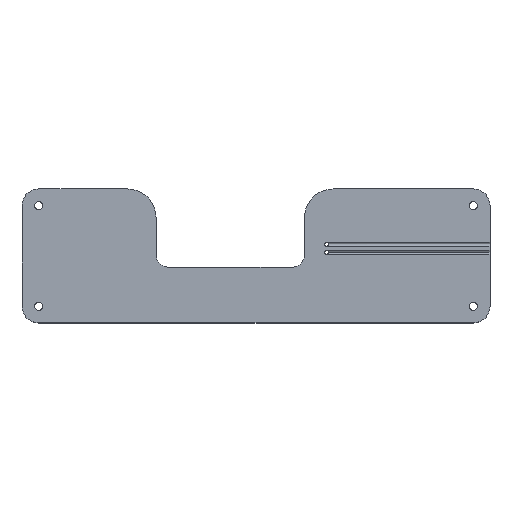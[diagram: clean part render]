
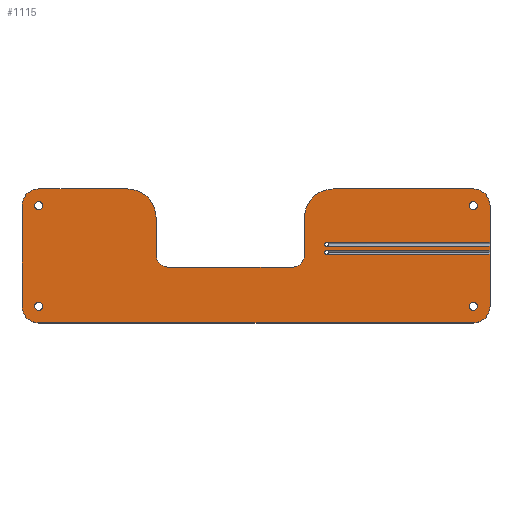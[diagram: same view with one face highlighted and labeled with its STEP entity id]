
A CAD part, top view. The second image highlights one B-rep face of the part: STEP entity #1115.
In plain terms, the highlighted planar face has unit normal (0, 0, 1).
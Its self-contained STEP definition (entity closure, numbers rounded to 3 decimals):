
#15=FACE_BOUND('',#124,.T.);
#16=FACE_BOUND('',#125,.T.);
#17=FACE_BOUND('',#126,.T.);
#18=FACE_BOUND('',#127,.T.);
#31=PLANE('',#1191);
#65=FACE_OUTER_BOUND('',#123,.T.);
#123=EDGE_LOOP('',(#777,#778,#779,#780,#781,#782,#783,#784,#785,#786,#787,
#788,#789,#790,#791,#792,#793,#794,#795,#796,#797,#798,#799,#800));
#124=EDGE_LOOP('',(#801));
#125=EDGE_LOOP('',(#802));
#126=EDGE_LOOP('',(#803));
#127=EDGE_LOOP('',(#804));
#198=LINE('',#1702,#308);
#201=LINE('',#1708,#311);
#204=LINE('',#1714,#314);
#207=LINE('',#1720,#317);
#209=LINE('',#1724,#319);
#210=LINE('',#1728,#320);
#211=LINE('',#1732,#321);
#212=LINE('',#1736,#322);
#213=LINE('',#1740,#323);
#214=LINE('',#1744,#324);
#215=LINE('',#1748,#325);
#216=LINE('',#1752,#326);
#217=LINE('',#1755,#327);
#218=LINE('',#1757,#328);
#308=VECTOR('',#1316,10.);
#311=VECTOR('',#1321,10.);
#314=VECTOR('',#1326,10.);
#317=VECTOR('',#1331,10.);
#319=VECTOR('',#1335,10.);
#320=VECTOR('',#1338,10.);
#321=VECTOR('',#1341,10.);
#322=VECTOR('',#1344,10.);
#323=VECTOR('',#1347,10.);
#324=VECTOR('',#1350,10.);
#325=VECTOR('',#1353,10.);
#326=VECTOR('',#1356,10.);
#327=VECTOR('',#1359,10.);
#328=VECTOR('',#1362,10.);
#415=CIRCLE('',#1192,7.2);
#416=CIRCLE('',#1193,12.2);
#417=CIRCLE('',#1194,5.3);
#418=CIRCLE('',#1195,5.3);
#419=CIRCLE('',#1196,12.2);
#420=CIRCLE('',#1197,7.2);
#421=CIRCLE('',#1198,7.2);
#422=CIRCLE('',#1199,7.2);
#423=CIRCLE('',#1200,0.85);
#424=CIRCLE('',#1201,0.85);
#425=CIRCLE('',#1202,1.75);
#426=CIRCLE('',#1203,1.75);
#427=CIRCLE('',#1204,1.75);
#428=CIRCLE('',#1205,1.75);
#477=VERTEX_POINT('',#1699);
#478=VERTEX_POINT('',#1701);
#479=VERTEX_POINT('',#1705);
#480=VERTEX_POINT('',#1707);
#481=VERTEX_POINT('',#1711);
#482=VERTEX_POINT('',#1713);
#483=VERTEX_POINT('',#1717);
#484=VERTEX_POINT('',#1719);
#485=VERTEX_POINT('',#1723);
#486=VERTEX_POINT('',#1725);
#487=VERTEX_POINT('',#1727);
#488=VERTEX_POINT('',#1729);
#489=VERTEX_POINT('',#1731);
#490=VERTEX_POINT('',#1733);
#491=VERTEX_POINT('',#1735);
#492=VERTEX_POINT('',#1737);
#493=VERTEX_POINT('',#1739);
#494=VERTEX_POINT('',#1741);
#495=VERTEX_POINT('',#1743);
#496=VERTEX_POINT('',#1745);
#497=VERTEX_POINT('',#1747);
#498=VERTEX_POINT('',#1749);
#499=VERTEX_POINT('',#1751);
#500=VERTEX_POINT('',#1753);
#501=VERTEX_POINT('',#1759);
#502=VERTEX_POINT('',#1761);
#503=VERTEX_POINT('',#1763);
#504=VERTEX_POINT('',#1765);
#592=EDGE_CURVE('',#478,#477,#198,.T.);
#595=EDGE_CURVE('',#480,#479,#201,.T.);
#598=EDGE_CURVE('',#482,#481,#204,.T.);
#601=EDGE_CURVE('',#484,#483,#207,.T.);
#603=EDGE_CURVE('',#477,#485,#209,.T.);
#604=EDGE_CURVE('',#485,#486,#415,.T.);
#605=EDGE_CURVE('',#486,#487,#210,.T.);
#606=EDGE_CURVE('',#487,#488,#416,.T.);
#607=EDGE_CURVE('',#488,#489,#211,.T.);
#608=EDGE_CURVE('',#489,#490,#417,.T.);
#609=EDGE_CURVE('',#490,#491,#212,.T.);
#610=EDGE_CURVE('',#491,#492,#418,.T.);
#611=EDGE_CURVE('',#492,#493,#213,.T.);
#612=EDGE_CURVE('',#493,#494,#419,.T.);
#613=EDGE_CURVE('',#494,#495,#214,.T.);
#614=EDGE_CURVE('',#495,#496,#420,.T.);
#615=EDGE_CURVE('',#496,#497,#215,.T.);
#616=EDGE_CURVE('',#497,#498,#421,.T.);
#617=EDGE_CURVE('',#498,#499,#216,.T.);
#618=EDGE_CURVE('',#499,#500,#422,.T.);
#619=EDGE_CURVE('',#500,#484,#217,.T.);
#620=EDGE_CURVE('',#483,#482,#423,.T.);
#621=EDGE_CURVE('',#481,#480,#218,.T.);
#622=EDGE_CURVE('',#479,#478,#424,.T.);
#623=EDGE_CURVE('',#501,#501,#425,.T.);
#624=EDGE_CURVE('',#502,#502,#426,.T.);
#625=EDGE_CURVE('',#503,#503,#427,.T.);
#626=EDGE_CURVE('',#504,#504,#428,.T.);
#777=ORIENTED_EDGE('',*,*,#592,.T.);
#778=ORIENTED_EDGE('',*,*,#603,.T.);
#779=ORIENTED_EDGE('',*,*,#604,.T.);
#780=ORIENTED_EDGE('',*,*,#605,.T.);
#781=ORIENTED_EDGE('',*,*,#606,.T.);
#782=ORIENTED_EDGE('',*,*,#607,.T.);
#783=ORIENTED_EDGE('',*,*,#608,.T.);
#784=ORIENTED_EDGE('',*,*,#609,.T.);
#785=ORIENTED_EDGE('',*,*,#610,.T.);
#786=ORIENTED_EDGE('',*,*,#611,.T.);
#787=ORIENTED_EDGE('',*,*,#612,.T.);
#788=ORIENTED_EDGE('',*,*,#613,.T.);
#789=ORIENTED_EDGE('',*,*,#614,.T.);
#790=ORIENTED_EDGE('',*,*,#615,.T.);
#791=ORIENTED_EDGE('',*,*,#616,.T.);
#792=ORIENTED_EDGE('',*,*,#617,.T.);
#793=ORIENTED_EDGE('',*,*,#618,.T.);
#794=ORIENTED_EDGE('',*,*,#619,.T.);
#795=ORIENTED_EDGE('',*,*,#601,.T.);
#796=ORIENTED_EDGE('',*,*,#620,.T.);
#797=ORIENTED_EDGE('',*,*,#598,.T.);
#798=ORIENTED_EDGE('',*,*,#621,.T.);
#799=ORIENTED_EDGE('',*,*,#595,.T.);
#800=ORIENTED_EDGE('',*,*,#622,.T.);
#801=ORIENTED_EDGE('',*,*,#623,.T.);
#802=ORIENTED_EDGE('',*,*,#624,.T.);
#803=ORIENTED_EDGE('',*,*,#625,.T.);
#804=ORIENTED_EDGE('',*,*,#626,.T.);
#1115=ADVANCED_FACE('',(#65,#15,#16,#17,#18),#31,.T.);
#1191=AXIS2_PLACEMENT_3D('',#1722,#1333,#1334);
#1192=AXIS2_PLACEMENT_3D('',#1726,#1336,#1337);
#1193=AXIS2_PLACEMENT_3D('',#1730,#1339,#1340);
#1194=AXIS2_PLACEMENT_3D('',#1734,#1342,#1343);
#1195=AXIS2_PLACEMENT_3D('',#1738,#1345,#1346);
#1196=AXIS2_PLACEMENT_3D('',#1742,#1348,#1349);
#1197=AXIS2_PLACEMENT_3D('',#1746,#1351,#1352);
#1198=AXIS2_PLACEMENT_3D('',#1750,#1354,#1355);
#1199=AXIS2_PLACEMENT_3D('',#1754,#1357,#1358);
#1200=AXIS2_PLACEMENT_3D('',#1756,#1360,#1361);
#1201=AXIS2_PLACEMENT_3D('',#1758,#1363,#1364);
#1202=AXIS2_PLACEMENT_3D('',#1760,#1365,#1366);
#1203=AXIS2_PLACEMENT_3D('',#1762,#1367,#1368);
#1204=AXIS2_PLACEMENT_3D('',#1764,#1369,#1370);
#1205=AXIS2_PLACEMENT_3D('',#1766,#1371,#1372);
#1316=DIRECTION('',(1.,0.,0.));
#1321=DIRECTION('',(-1.,0.,0.));
#1326=DIRECTION('',(1.,0.,0.));
#1331=DIRECTION('',(-1.,0.,0.));
#1333=DIRECTION('center_axis',(0.,0.,1.));
#1334=DIRECTION('ref_axis',(1.,0.,0.));
#1335=DIRECTION('',(0.,1.,0.));
#1336=DIRECTION('center_axis',(0.,0.,1.));
#1337=DIRECTION('ref_axis',(1.,0.,0.));
#1338=DIRECTION('',(-1.,0.,0.));
#1339=DIRECTION('center_axis',(0.,0.,1.));
#1340=DIRECTION('ref_axis',(0.,1.,0.));
#1341=DIRECTION('',(0.,-1.,0.));
#1342=DIRECTION('center_axis',(0.,0.,-1.));
#1343=DIRECTION('ref_axis',(0.,-1.,0.));
#1344=DIRECTION('',(-1.,0.,0.));
#1345=DIRECTION('center_axis',(0.,0.,-1.));
#1346=DIRECTION('ref_axis',(-1.,0.,0.));
#1347=DIRECTION('',(0.,1.,0.));
#1348=DIRECTION('center_axis',(0.,0.,1.));
#1349=DIRECTION('ref_axis',(1.,0.,0.));
#1350=DIRECTION('',(-1.,0.,0.));
#1351=DIRECTION('center_axis',(0.,0.,1.));
#1352=DIRECTION('ref_axis',(0.,1.,0.));
#1353=DIRECTION('',(0.,-1.,0.));
#1354=DIRECTION('center_axis',(0.,0.,1.));
#1355=DIRECTION('ref_axis',(-1.,0.,0.));
#1356=DIRECTION('',(1.,0.,0.));
#1357=DIRECTION('center_axis',(0.,0.,1.));
#1358=DIRECTION('ref_axis',(0.,-1.,0.));
#1359=DIRECTION('',(0.,1.,0.));
#1360=DIRECTION('center_axis',(0.,0.,-1.));
#1361=DIRECTION('ref_axis',(-1.,0.,0.));
#1362=DIRECTION('',(0.,1.,0.));
#1363=DIRECTION('center_axis',(0.,0.,-1.));
#1364=DIRECTION('ref_axis',(-1.,0.,0.));
#1365=DIRECTION('center_axis',(0.,0.,-1.));
#1366=DIRECTION('ref_axis',(1.,0.,0.));
#1367=DIRECTION('center_axis',(0.,0.,-1.));
#1368=DIRECTION('ref_axis',(1.,0.,0.));
#1369=DIRECTION('center_axis',(0.,0.,-1.));
#1370=DIRECTION('ref_axis',(1.,0.,0.));
#1371=DIRECTION('center_axis',(0.,0.,-1.));
#1372=DIRECTION('ref_axis',(1.,0.,0.));
#1699=CARTESIAN_POINT('',(198.2,32.35,13.));
#1701=CARTESIAN_POINT('',(128.2,32.35,13.));
#1702=CARTESIAN_POINT('',(113.1,32.35,13.));
#1705=CARTESIAN_POINT('',(128.2,30.65,13.));
#1707=CARTESIAN_POINT('',(198.2,30.65,13.));
#1708=CARTESIAN_POINT('',(148.1,30.65,13.));
#1711=CARTESIAN_POINT('',(198.2,28.85,13.));
#1713=CARTESIAN_POINT('',(128.2,28.85,13.));
#1714=CARTESIAN_POINT('',(113.1,28.85,13.));
#1717=CARTESIAN_POINT('',(128.2,27.15,13.));
#1719=CARTESIAN_POINT('',(198.2,27.15,13.));
#1720=CARTESIAN_POINT('',(148.1,27.15,13.));
#1722=CARTESIAN_POINT('Origin',(98.,26.5,13.));
#1723=CARTESIAN_POINT('',(198.2,48.,13.));
#1724=CARTESIAN_POINT('',(198.2,48.,13.));
#1725=CARTESIAN_POINT('',(191.,55.2,13.));
#1726=CARTESIAN_POINT('Origin',(191.,48.,13.));
#1727=CARTESIAN_POINT('',(131.,55.2,13.));
#1728=CARTESIAN_POINT('',(131.,55.2,13.));
#1729=CARTESIAN_POINT('',(118.8,43.,13.));
#1730=CARTESIAN_POINT('Origin',(131.,43.,13.));
#1731=CARTESIAN_POINT('',(118.8,27.,13.));
#1732=CARTESIAN_POINT('',(118.8,27.,13.));
#1733=CARTESIAN_POINT('',(113.5,21.7,13.));
#1734=CARTESIAN_POINT('Origin',(113.5,27.,13.));
#1735=CARTESIAN_POINT('',(60.5,21.7,13.));
#1736=CARTESIAN_POINT('',(113.5,21.7,13.));
#1737=CARTESIAN_POINT('',(55.2,27.,13.));
#1738=CARTESIAN_POINT('Origin',(60.5,27.,13.));
#1739=CARTESIAN_POINT('',(55.2,43.,13.));
#1740=CARTESIAN_POINT('',(55.2,27.,13.));
#1741=CARTESIAN_POINT('',(43.,55.2,13.));
#1742=CARTESIAN_POINT('Origin',(43.,43.,13.));
#1743=CARTESIAN_POINT('',(5.,55.2,13.));
#1744=CARTESIAN_POINT('',(5.,55.2,13.));
#1745=CARTESIAN_POINT('',(-2.2,48.,13.));
#1746=CARTESIAN_POINT('Origin',(5.,48.,13.));
#1747=CARTESIAN_POINT('',(-2.2,5.,13.));
#1748=CARTESIAN_POINT('',(-2.2,48.,13.));
#1749=CARTESIAN_POINT('',(5.,-2.2,13.));
#1750=CARTESIAN_POINT('Origin',(5.,5.,13.));
#1751=CARTESIAN_POINT('',(191.,-2.2,13.));
#1752=CARTESIAN_POINT('',(5.,-2.2,13.));
#1753=CARTESIAN_POINT('',(198.2,5.,13.));
#1754=CARTESIAN_POINT('Origin',(191.,5.,13.));
#1755=CARTESIAN_POINT('',(198.2,48.,13.));
#1756=CARTESIAN_POINT('Origin',(128.2,28.,13.));
#1757=CARTESIAN_POINT('',(198.2,48.,13.));
#1758=CARTESIAN_POINT('Origin',(128.2,31.5,13.));
#1759=CARTESIAN_POINT('',(189.25,48.,13.));
#1760=CARTESIAN_POINT('Origin',(191.,48.,13.));
#1761=CARTESIAN_POINT('',(3.25,5.,13.));
#1762=CARTESIAN_POINT('Origin',(5.,5.,13.));
#1763=CARTESIAN_POINT('',(189.25,5.,13.));
#1764=CARTESIAN_POINT('Origin',(191.,5.,13.));
#1765=CARTESIAN_POINT('',(3.25,48.,13.));
#1766=CARTESIAN_POINT('Origin',(5.,48.,13.));
